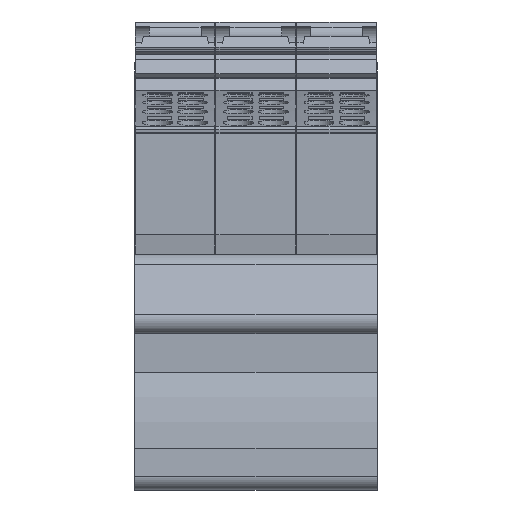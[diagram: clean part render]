
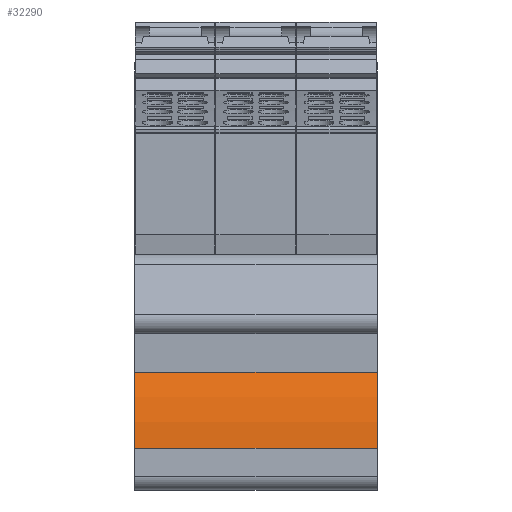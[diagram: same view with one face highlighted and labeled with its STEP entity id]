
A CAD part, front view. The second image highlights one B-rep face of the part: STEP entity #32290.
In plain terms, the highlighted cylindrical face has radius 30 mm (diameter 60 mm), a partial arc.
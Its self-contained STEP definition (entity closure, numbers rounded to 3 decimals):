
#10380=CARTESIAN_POINT('',(176.803,-56.677,24.3));
#10390=VERTEX_POINT('',#10380);
#10420=CARTESIAN_POINT('',(206.774,-57.986,24.3));
#10430=DIRECTION('',(0.,0.,1.));
#10440=DIRECTION('',(1.,0.,0.));
#10450=AXIS2_PLACEMENT_3D('',#10420,#10430,#10440);
#10460=CIRCLE('',#10450,30.);
#10470=CARTESIAN_POINT('',(179.618,-45.237,24.3));
#10480=VERTEX_POINT('',#10470);
#10490=EDGE_CURVE('',#10480,#10390,#10460,.T.);
#14600=CARTESIAN_POINT('',(179.618,-45.237,-12.15));
#14610=VERTEX_POINT('',#14600);
#14640=CARTESIAN_POINT('',(206.774,-57.986,-12.15));
#14650=DIRECTION('',(0.,0.,1.));
#14660=DIRECTION('',(1.,0.,0.));
#14670=AXIS2_PLACEMENT_3D('',#14640,#14650,#14660);
#14680=CIRCLE('',#14670,30.);
#14690=CARTESIAN_POINT('',(176.803,-56.677,-12.15));
#14700=VERTEX_POINT('',#14690);
#14710=EDGE_CURVE('',#14610,#14700,#14680,.T.);
#26450=CARTESIAN_POINT('',(179.618,-45.237,
6.15));
#26460=DIRECTION('',(0.,0.,1.));
#26470=VECTOR('',#26460,1.);
#26480=LINE('',#26450,#26470);
#26490=EDGE_CURVE('',#14610,#10480,#26480,.T.);
#32130=CARTESIAN_POINT('',(206.774,-57.986,
6.15));
#32140=DIRECTION('',(0.,0.,1.));
#32150=DIRECTION('',(1.,0.,0.));
#32160=AXIS2_PLACEMENT_3D('',#32130,#32140,#32150);
#32170=CYLINDRICAL_SURFACE('',#32160,30.);
#32180=ORIENTED_EDGE('',*,*,#14710,.T.);
#32190=ORIENTED_EDGE('',*,*,#26490,.F.);
#32200=ORIENTED_EDGE('',*,*,#10490,.F.);
#32210=CARTESIAN_POINT('',(176.803,-56.677,
6.15));
#32220=DIRECTION('',(0.,0.,1.));
#32230=VECTOR('',#32220,1.);
#32240=LINE('',#32210,#32230);
#32250=EDGE_CURVE('',#14700,#10390,#32240,.T.);
#32260=ORIENTED_EDGE('',*,*,#32250,.T.);
#32270=EDGE_LOOP('',(#32260,#32200,#32190,#32180));
#32280=FACE_OUTER_BOUND('',#32270,.T.);
#32290=ADVANCED_FACE('',(#32280),#32170,.T.);
